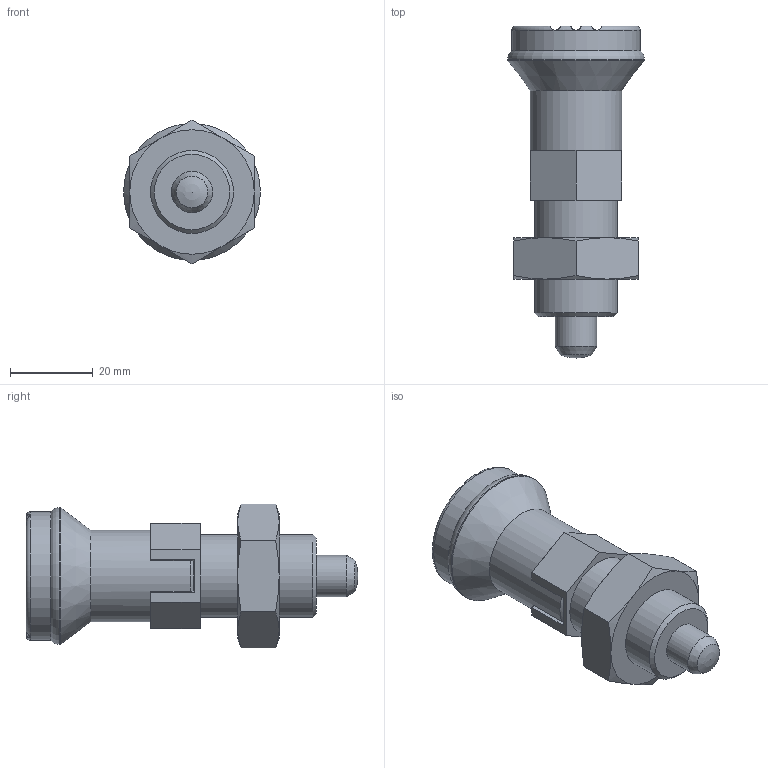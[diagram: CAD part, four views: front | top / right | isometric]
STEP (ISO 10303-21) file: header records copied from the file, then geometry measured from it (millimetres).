
FILE_DESCRIPTION( ( 'STEP AP214' ), '1' );
FILE_NAME( 'K0339.14410__D0_.stp', '2020-12-03T12:48:01', ( '' ), ( '' ), ' ', 'PARTsolutions', ' ' );
FILE_SCHEMA( ( 'AUTOMOTIVE_DESIGN { 1 0 10303 214 1 1 1 1 }' ) );
Length unit declared in the file: millimetre
Products named in the file (1): _K0339.14410_(D0)
Bounding box: 33 x 80 x 34.64 mm (x, y, z)
Volume: 35122.8 mm3; surface area: 8739.5 mm2
Topology: 1 solids, 2 shells, 72 faces, 170 edges, 105 vertices
Faces by surface type: plane 34, cylinder 18, cone 17, torus 2, sphere 1
Full cylindrical faces by diameter (mm): 8 x1, 10 x2, 20 x2, 22 x1, 31 x1, 33 x1
Entity records: 2749 total; most frequent: CARTESIAN_POINT 623, DIRECTION 317, ORIENTED_EDGE 300, EDGE_CURVE 150, AXIS2_PLACEMENT_3D 134, VERTEX_POINT 100, EDGE_LOOP 91, FACE_OUTER_BOUND 82
